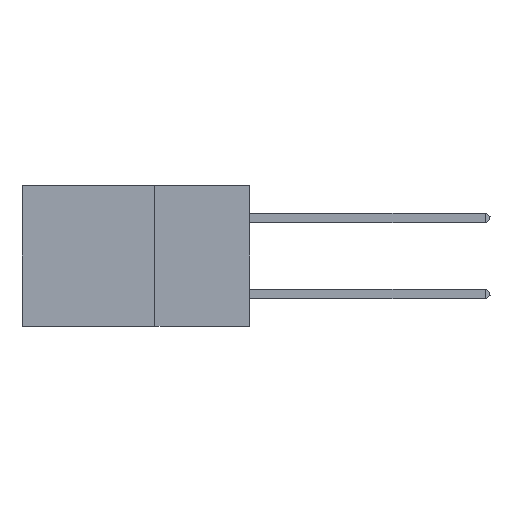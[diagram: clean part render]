
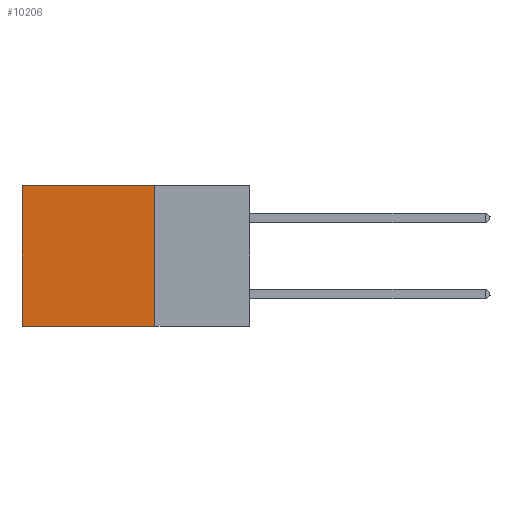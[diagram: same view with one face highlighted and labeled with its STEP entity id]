
A CAD part, left-side view. The second image highlights one B-rep face of the part: STEP entity #10206.
In plain terms, the highlighted planar face has unit normal (-1, 0, 0).
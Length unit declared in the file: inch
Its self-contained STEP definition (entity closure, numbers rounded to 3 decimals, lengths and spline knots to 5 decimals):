
#456 = EDGE_CURVE ( 'NONE', #8156, #16697, #16737, .T. ) ;
#890 = LINE ( 'NONE', #15254, #6389 ) ;
#1886 = DIRECTION ( 'NONE',  ( 1., 0., 0. ) ) ;
#4024 = ORIENTED_EDGE ( 'NONE', *, *, #13833, .T. ) ;
#4437 = ORIENTED_EDGE ( 'NONE', *, *, #29352, .F. ) ;
#4943 = LINE ( 'NONE', #27069, #29989 ) ;
#6066 = VECTOR ( 'NONE', #21365, 39.37008 ) ;
#6219 = VERTEX_POINT ( 'NONE', #27798 ) ;
#6389 = VECTOR ( 'NONE', #8289, 39.37008 ) ;
#8156 = VERTEX_POINT ( 'NONE', #17747 ) ;
#8289 = DIRECTION ( 'NONE',  ( 0., 1., 0. ) ) ;
#8938 = CARTESIAN_POINT ( 'NONE',  ( 0.2875, 0.25, 0. ) ) ;
#9488 = ORIENTED_EDGE ( 'NONE', *, *, #29746, .F. ) ;
#10206 = ADVANCED_FACE ( 'NONE', ( #26885 ), #30008, .F. ) ;
#10439 = EDGE_LOOP ( 'NONE', ( #29522, #9488, #4437, #4024 ) ) ;
#11376 = DIRECTION ( 'NONE',  ( 0., 0., -1. ) ) ;
#13833 = EDGE_CURVE ( 'NONE', #6219, #8156, #890, .T. ) ;
#15254 = CARTESIAN_POINT ( 'NONE',  ( 0.2875, 0.25, 0. ) ) ;
#16697 = VERTEX_POINT ( 'NONE', #23384 ) ;
#16737 = LINE ( 'NONE', #17630, #20436 ) ;
#17512 = VERTEX_POINT ( 'NONE', #25565 ) ;
#17630 = CARTESIAN_POINT ( 'NONE',  ( 0.2875, 0.6, 0. ) ) ;
#17747 = CARTESIAN_POINT ( 'NONE',  ( 0.2875, 0.6, 0. ) ) ;
#19274 = CARTESIAN_POINT ( 'NONE',  ( 0.2875, 0.25, -0.37 ) ) ;
#20436 = VECTOR ( 'NONE', #30287, 39.37008 ) ;
#21365 = DIRECTION ( 'NONE',  ( 0., 1., 0. ) ) ;
#23384 = CARTESIAN_POINT ( 'NONE',  ( 0.2875, 0.6, -0.37 ) ) ;
#25565 = CARTESIAN_POINT ( 'NONE',  ( 0.2875, 0.25, -0.37 ) ) ;
#26885 = FACE_OUTER_BOUND ( 'NONE', #10439, .T. ) ;
#26936 = AXIS2_PLACEMENT_3D ( 'NONE', #8938, #1886, #11376 ) ;
#27069 = CARTESIAN_POINT ( 'NONE',  ( 0.2875, 0.25, 0. ) ) ;
#27176 = DIRECTION ( 'NONE',  ( 0., 0., -1. ) ) ;
#27798 = CARTESIAN_POINT ( 'NONE',  ( 0.2875, 0.25, 0. ) ) ;
#28137 = LINE ( 'NONE', #19274, #6066 ) ;
#29352 = EDGE_CURVE ( 'NONE', #6219, #17512, #4943, .T. ) ;
#29522 = ORIENTED_EDGE ( 'NONE', *, *, #456, .T. ) ;
#29746 = EDGE_CURVE ( 'NONE', #17512, #16697, #28137, .T. ) ;
#29989 = VECTOR ( 'NONE', #27176, 39.37008 ) ;
#30008 = PLANE ( 'NONE',  #26936 ) ;
#30287 = DIRECTION ( 'NONE',  ( 0., 0., -1. ) ) ;
